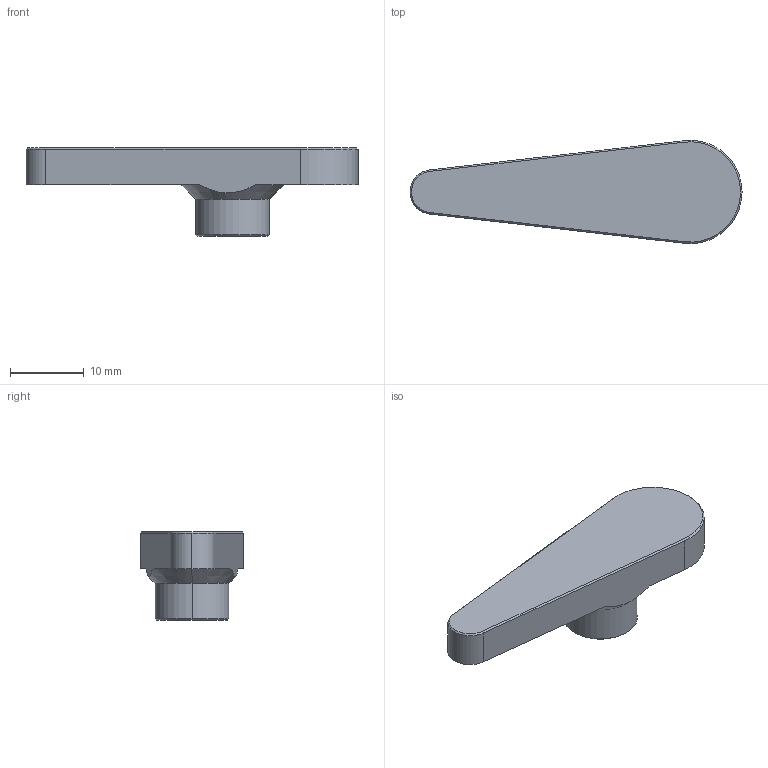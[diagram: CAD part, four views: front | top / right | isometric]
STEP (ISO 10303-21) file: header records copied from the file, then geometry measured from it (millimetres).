
FILE_DESCRIPTION (( 'STEP AP214' ), '1' );
FILE_NAME ('嗣伎硌渀.STEP', '2023-04-24T09:05:10', ( '' ), ( '' ), 'SwSTEP 2.0', 'SolidWorks 2020', '' );
FILE_SCHEMA (( 'AUTOMOTIVE_DESIGN' ));
Length unit declared in the file: millimetre
Products named in the file (1): 嗣伎硌渀
Bounding box: 45 x 13.98 x 12 mm (x, y, z)
Volume: 2717.2 mm3; surface area: 1668.4 mm2
Topology: 1 solids, 1 shells, 34 faces, 77 edges, 47 vertices
Faces by surface type: plane 13, cylinder 11, cone 10
Entity records: 1009 total; most frequent: CARTESIAN_POINT 191, DIRECTION 177, ORIENTED_EDGE 154, EDGE_CURVE 77, AXIS2_PLACEMENT_3D 69, VERTEX_POINT 47, LINE 39, VECTOR 39
